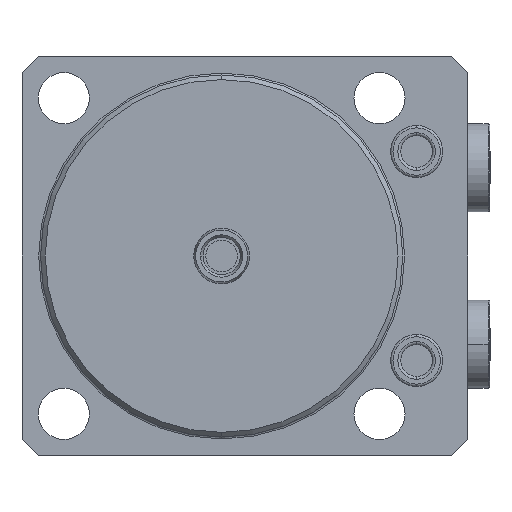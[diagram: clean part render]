
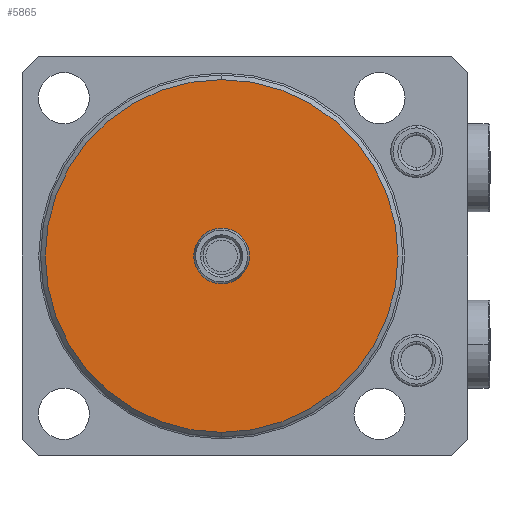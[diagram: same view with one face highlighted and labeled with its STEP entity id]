
A CAD part, front view. The second image highlights one B-rep face of the part: STEP entity #5865.
In plain terms, the highlighted planar face has unit normal (0, -1, 0).
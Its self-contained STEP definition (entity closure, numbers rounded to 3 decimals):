
#352 = ORIENTED_EDGE ( 'NONE', *, *, #8731, .T. ) ;
#354 = ORIENTED_EDGE ( 'NONE', *, *, #8002, .T. ) ;
#357 = ORIENTED_EDGE ( 'NONE', *, *, #3252, .T. ) ;
#358 = ORIENTED_EDGE ( 'NONE', *, *, #8001, .T. ) ;
#992 = DIRECTION ( 'NONE',  ( 0., 0., 1. ) ) ;
#994 = DIRECTION ( 'NONE',  ( 0., -1., 0. ) ) ;
#995 = CARTESIAN_POINT ( 'NONE',  ( 0., -55., 0. ) ) ;
#997 = DIRECTION ( 'NONE',  ( 0., 0., 1. ) ) ;
#998 = DIRECTION ( 'NONE',  ( 0., 1., 0. ) ) ;
#1000 = CARTESIAN_POINT ( 'NONE',  ( 0., -55., 0. ) ) ;
#1639 = VERTEX_POINT ( 'NONE', #8565 ) ;
#1641 = VERTEX_POINT ( 'NONE', #8606 ) ;
#1781 = EDGE_LOOP ( 'NONE', ( #354, #352 ) ) ;
#1833 = EDGE_LOOP ( 'NONE', ( #358, #357 ) ) ;
#2119 = VERTEX_POINT ( 'NONE', #8456 ) ;
#2131 = VERTEX_POINT ( 'NONE', #8443 ) ;
#2917 = PLANE ( 'NONE',  #8795 ) ;
#2974 = DIRECTION ( 'NONE',  ( 0., 0., 1. ) ) ;
#2995 = DIRECTION ( 'NONE',  ( 0., 1., 0. ) ) ;
#3007 = CARTESIAN_POINT ( 'NONE',  ( 0., -55., 0. ) ) ;
#3252 = EDGE_CURVE ( 'NONE', #2131, #2119, #4180, .T. ) ;
#3304 = AXIS2_PLACEMENT_3D ( 'NONE', #995, #994, #992 ) ;
#3305 = AXIS2_PLACEMENT_3D ( 'NONE', #1000, #998, #997 ) ;
#4180 = CIRCLE ( 'NONE', #7929, 6. ) ;
#4746 = FACE_BOUND ( 'NONE', #1833, .T. ) ;
#4751 = FACE_OUTER_BOUND ( 'NONE', #1781, .T. ) ;
#5037 = CIRCLE ( 'NONE', #3305, 6. ) ;
#5039 = CIRCLE ( 'NONE', #3304, 38. ) ;
#5310 = CIRCLE ( 'NONE', #6842, 38. ) ;
#5865 = ADVANCED_FACE ( 'NONE', ( #4746, #4751 ), #2917, .F. ) ;
#6339 = CARTESIAN_POINT ( 'NONE',  ( 0., -55., 0. ) ) ;
#6340 = DIRECTION ( 'NONE',  ( 0., -1., 0. ) ) ;
#6341 = DIRECTION ( 'NONE',  ( 0., 0., 1. ) ) ;
#6842 = AXIS2_PLACEMENT_3D ( 'NONE', #6339, #6340, #6341 ) ;
#7585 = DIRECTION ( 'NONE',  ( 0., 0., 1. ) ) ;
#7586 = DIRECTION ( 'NONE',  ( 0., 1., 0. ) ) ;
#7587 = CARTESIAN_POINT ( 'NONE',  ( 0., -55., 0. ) ) ;
#7929 = AXIS2_PLACEMENT_3D ( 'NONE', #7587, #7586, #7585 ) ;
#8001 = EDGE_CURVE ( 'NONE', #2119, #2131, #5037, .T. ) ;
#8002 = EDGE_CURVE ( 'NONE', #1641, #1639, #5039, .T. ) ;
#8443 = CARTESIAN_POINT ( 'NONE',  ( 0., -55., -6. ) ) ;
#8456 = CARTESIAN_POINT ( 'NONE',  ( 0., -55., 6. ) ) ;
#8565 = CARTESIAN_POINT ( 'NONE',  ( 0., -55., -38. ) ) ;
#8606 = CARTESIAN_POINT ( 'NONE',  ( 0., -55., 38. ) ) ;
#8731 = EDGE_CURVE ( 'NONE', #1639, #1641, #5310, .T. ) ;
#8795 = AXIS2_PLACEMENT_3D ( 'NONE', #3007, #2995, #2974 ) ;
